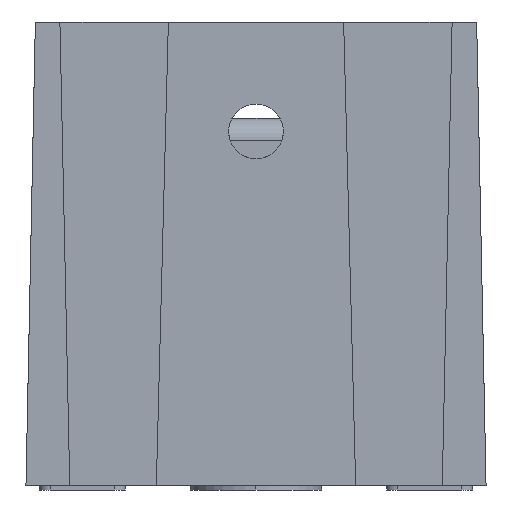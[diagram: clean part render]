
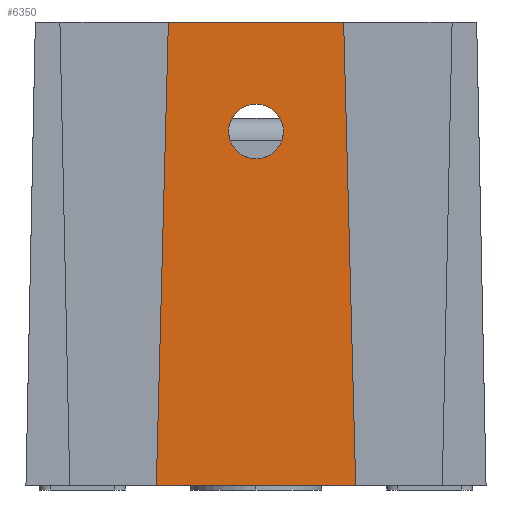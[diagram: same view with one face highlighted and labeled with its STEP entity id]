
A CAD part, left-side view. The second image highlights one B-rep face of the part: STEP entity #6350.
In plain terms, the highlighted planar face has unit normal (-1, 0, 0).
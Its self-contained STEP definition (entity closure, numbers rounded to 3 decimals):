
#40 = ORIENTED_EDGE ( 'NONE', *, *, #3845, .F. ) ;
#77 = CARTESIAN_POINT ( 'NONE',  ( 0., 11.537, 15.078 ) ) ;
#377 = VERTEX_POINT ( 'NONE', #2194 ) ;
#396 = CIRCLE ( 'NONE', #798, 1.25 ) ;
#535 = EDGE_CURVE ( 'NONE', #377, #3336, #3531, .T. ) ;
#751 = VERTEX_POINT ( 'NONE', #5787 ) ;
#798 = AXIS2_PLACEMENT_3D ( 'NONE', #2742, #4742, #4284 ) ;
#1113 = EDGE_LOOP ( 'NONE', ( #1748, #6055 ) ) ;
#1203 = VERTEX_POINT ( 'NONE', #5489 ) ;
#1254 = EDGE_CURVE ( 'NONE', #3336, #1203, #1669, .T. ) ;
#1427 = VECTOR ( 'NONE', #5698, 1000. ) ;
#1437 = EDGE_CURVE ( 'NONE', #1203, #2709, #2260, .T. ) ;
#1669 = LINE ( 'NONE', #2159, #1427 ) ;
#1677 = CARTESIAN_POINT ( 'NONE',  ( 0., 10.287, 15.078 ) ) ;
#1748 = ORIENTED_EDGE ( 'NONE', *, *, #2123, .F. ) ;
#1750 = VECTOR ( 'NONE', #2131, 1000. ) ;
#1794 = CIRCLE ( 'NONE', #4324, 1.25 ) ;
#2036 = CARTESIAN_POINT ( 'NONE',  ( 0., 14.837, -1.062 ) ) ;
#2123 = EDGE_CURVE ( 'NONE', #751, #5815, #1794, .T. ) ;
#2131 = DIRECTION ( 'NONE',  ( 0., -0.026, 1. ) ) ;
#2159 = CARTESIAN_POINT ( 'NONE',  ( 0., 5.737, -1.062 ) ) ;
#2194 = CARTESIAN_POINT ( 'NONE',  ( 0., 14.837, -1.062 ) ) ;
#2260 = LINE ( 'NONE', #4270, #2799 ) ;
#2311 = FACE_BOUND ( 'NONE', #1113, .T. ) ;
#2487 = CARTESIAN_POINT ( 'NONE',  ( 0., 5.737, -1.062 ) ) ;
#2709 = VERTEX_POINT ( 'NONE', #5604 ) ;
#2742 = CARTESIAN_POINT ( 'NONE',  ( 0., 10.287, 15.078 ) ) ;
#2799 = VECTOR ( 'NONE', #6294, 1000. ) ;
#2855 = VECTOR ( 'NONE', #3399, 1000. ) ;
#3166 = ORIENTED_EDGE ( 'NONE', *, *, #1254, .T. ) ;
#3205 = DIRECTION ( 'NONE',  ( 0., -1., 0. ) ) ;
#3242 = PLANE ( 'NONE',  #3766 ) ;
#3307 = FACE_OUTER_BOUND ( 'NONE', #5050, .T. ) ;
#3336 = VERTEX_POINT ( 'NONE', #2487 ) ;
#3399 = DIRECTION ( 'NONE',  ( 0., -1., 0. ) ) ;
#3462 = ORIENTED_EDGE ( 'NONE', *, *, #535, .T. ) ;
#3531 = LINE ( 'NONE', #3919, #2855 ) ;
#3698 = DIRECTION ( 'NONE',  ( -1., 0., 0. ) ) ;
#3766 = AXIS2_PLACEMENT_3D ( 'NONE', #3868, #5883, #5743 ) ;
#3845 = EDGE_CURVE ( 'NONE', #377, #2709, #4546, .T. ) ;
#3868 = CARTESIAN_POINT ( 'NONE',  ( 0., 19.987, -1.062 ) ) ;
#3919 = CARTESIAN_POINT ( 'NONE',  ( 0., 40.187, -1.062 ) ) ;
#4270 = CARTESIAN_POINT ( 'NONE',  ( 0., 0.216, 20.078 ) ) ;
#4284 = DIRECTION ( 'NONE',  ( 0., -1., 0. ) ) ;
#4324 = AXIS2_PLACEMENT_3D ( 'NONE', #1677, #3698, #3205 ) ;
#4546 = LINE ( 'NONE', #2036, #1750 ) ;
#4742 = DIRECTION ( 'NONE',  ( -1., 0., 0. ) ) ;
#5050 = EDGE_LOOP ( 'NONE', ( #40, #3462, #3166, #5595 ) ) ;
#5489 = CARTESIAN_POINT ( 'NONE',  ( 0., 6.287, 20.078 ) ) ;
#5595 = ORIENTED_EDGE ( 'NONE', *, *, #1437, .T. ) ;
#5604 = CARTESIAN_POINT ( 'NONE',  ( 0., 14.287, 20.078 ) ) ;
#5698 = DIRECTION ( 'NONE',  ( 0., 0.026, 1. ) ) ;
#5743 = DIRECTION ( 'NONE',  ( 0., 0., 1. ) ) ;
#5787 = CARTESIAN_POINT ( 'NONE',  ( 0., 9.037, 15.078 ) ) ;
#5815 = VERTEX_POINT ( 'NONE', #77 ) ;
#5883 = DIRECTION ( 'NONE',  ( -1., 0., 0. ) ) ;
#6055 = ORIENTED_EDGE ( 'NONE', *, *, #6399, .F. ) ;
#6294 = DIRECTION ( 'NONE',  ( 0., 1., 0. ) ) ;
#6350 = ADVANCED_FACE ( 'NONE', ( #2311, #3307 ), #3242, .T. ) ;
#6399 = EDGE_CURVE ( 'NONE', #5815, #751, #396, .T. ) ;
